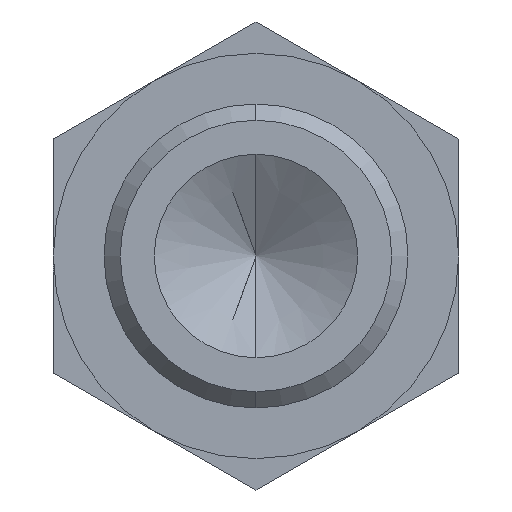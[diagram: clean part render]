
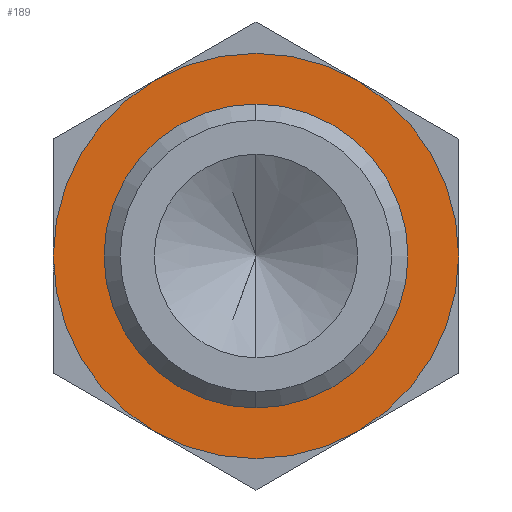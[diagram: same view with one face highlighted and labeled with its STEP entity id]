
A CAD part, left-side view. The second image highlights one B-rep face of the part: STEP entity #189.
In plain terms, the highlighted planar face has unit normal (-1, 0, 0).
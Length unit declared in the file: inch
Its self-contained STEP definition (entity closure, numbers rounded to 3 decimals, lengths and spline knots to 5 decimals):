
#91 = VERTEX_POINT ( 'NONE', #265 ) ;
#149 = CIRCLE ( 'NONE', #381, 0.25 ) ;
#166 = DIRECTION ( 'NONE',  ( 0., 0., -1. ) ) ;
#171 = DIRECTION ( 'NONE',  ( 0., 0., -1. ) ) ;
#173 = CIRCLE ( 'NONE', #751, 0.1875 ) ;
#179 = CIRCLE ( 'NONE', #845, 0.1875 ) ;
#189 = ADVANCED_FACE ( 'NONE', ( #648, #574 ), #866, .F. ) ;
#200 = DIRECTION ( 'NONE',  ( 0., 0., -1. ) ) ;
#207 = EDGE_LOOP ( 'NONE', ( #496, #607 ) ) ;
#228 = DIRECTION ( 'NONE',  ( 1., 0., 0. ) ) ;
#232 = DIRECTION ( 'NONE',  ( 1., 0., 0. ) ) ;
#233 = VERTEX_POINT ( 'NONE', #679 ) ;
#265 = CARTESIAN_POINT ( 'NONE',  ( 0.28, 0., 0.1875 ) ) ;
#274 = EDGE_CURVE ( 'NONE', #91, #233, #173, .T. ) ;
#309 = CARTESIAN_POINT ( 'NONE',  ( 0.28, 0., 0. ) ) ;
#325 = VERTEX_POINT ( 'NONE', #947 ) ;
#330 = EDGE_LOOP ( 'NONE', ( #680, #904 ) ) ;
#381 = AXIS2_PLACEMENT_3D ( 'NONE', #832, #232, #166 ) ;
#439 = CARTESIAN_POINT ( 'NONE',  ( 0.28, 0., 0. ) ) ;
#462 = EDGE_CURVE ( 'NONE', #233, #91, #179, .T. ) ;
#496 = ORIENTED_EDGE ( 'NONE', *, *, #706, .F. ) ;
#530 = VERTEX_POINT ( 'NONE', #875 ) ;
#574 = FACE_BOUND ( 'NONE', #330, .T. ) ;
#580 = DIRECTION ( 'NONE',  ( 1., 0., 0. ) ) ;
#607 = ORIENTED_EDGE ( 'NONE', *, *, #617, .F. ) ;
#613 = CIRCLE ( 'NONE', #709, 0.25 ) ;
#617 = EDGE_CURVE ( 'NONE', #530, #325, #613, .T. ) ;
#636 = CARTESIAN_POINT ( 'NONE',  ( 0.28, 0., 0. ) ) ;
#648 = FACE_OUTER_BOUND ( 'NONE', #207, .T. ) ;
#652 = CARTESIAN_POINT ( 'NONE',  ( 0.28, 0., 0. ) ) ;
#679 = CARTESIAN_POINT ( 'NONE',  ( 0.28, 0., -0.1875 ) ) ;
#680 = ORIENTED_EDGE ( 'NONE', *, *, #274, .T. ) ;
#688 = DIRECTION ( 'NONE',  ( 0., 0., -1. ) ) ;
#706 = EDGE_CURVE ( 'NONE', #325, #530, #149, .T. ) ;
#709 = AXIS2_PLACEMENT_3D ( 'NONE', #309, #228, #818 ) ;
#751 = AXIS2_PLACEMENT_3D ( 'NONE', #439, #837, #688 ) ;
#818 = DIRECTION ( 'NONE',  ( 0., 0., -1. ) ) ;
#832 = CARTESIAN_POINT ( 'NONE',  ( 0.28, 0., 0. ) ) ;
#837 = DIRECTION ( 'NONE',  ( 1., 0., 0. ) ) ;
#845 = AXIS2_PLACEMENT_3D ( 'NONE', #636, #926, #200 ) ;
#866 = PLANE ( 'NONE',  #899 ) ;
#875 = CARTESIAN_POINT ( 'NONE',  ( 0.28, 0., -0.25 ) ) ;
#899 = AXIS2_PLACEMENT_3D ( 'NONE', #652, #580, #171 ) ;
#904 = ORIENTED_EDGE ( 'NONE', *, *, #462, .T. ) ;
#926 = DIRECTION ( 'NONE',  ( 1., 0., 0. ) ) ;
#947 = CARTESIAN_POINT ( 'NONE',  ( 0.28, 0., 0.25 ) ) ;
